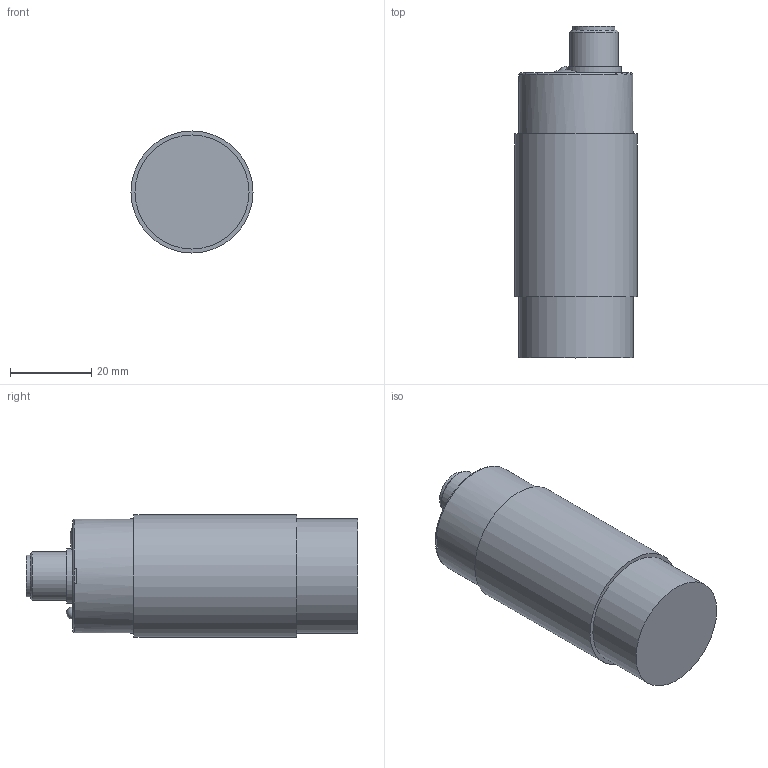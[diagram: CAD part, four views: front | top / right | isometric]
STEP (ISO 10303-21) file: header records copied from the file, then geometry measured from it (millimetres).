
FILE_DESCRIPTION(/* description */ (''),/* implementation_level */ '2;1');
FILE_NAME(/* name */ 'KA0803_Shrinkwrap_1.stp',/* time_stamp */ '2022-01-19T14:39:41+01:00',/* author */ ('Krieger Anja'),/* organization */ (''),/* preprocessor_version */ 'ST-DEVELOPER v18.1',/* originating_system */ 'Autodesk Inventor 2021',/* authorisation */ '');
FILE_SCHEMA (('AUTOMOTIVE_DESIGN { 1 0 10303 214 3 1 1 }'));
Length unit declared in the file: millimetre
Products named in the file (1): KA0803_Shrinkwrap_1
Bounding box: 30 x 81.5 x 30 mm (x, y, z)
Volume: 12458.7 mm3; surface area: 17071 mm2
Topology: 1 solids, 1 shells, 80 faces, 160 edges, 103 vertices
Faces by surface type: cylinder 33, plane 32, cone 6, sphere 5, torus 3, bspline 1
Full cylindrical faces by diameter (mm): 1 x8, 3 x2, 4 x1, 5 x2, 5.8 x1, 8 x1, 8.4 x1, 9.5 x2, 9.7 x1, 10.3 x1, 12 x2, 13.5 x1, 14 x1, 26 x2, 26.2 x2, 28 x2, 30 x1
Entity records: 2284 total; most frequent: DIRECTION 415, CARTESIAN_POINT 364, ORIENTED_EDGE 308, AXIS2_PLACEMENT_3D 181, EDGE_CURVE 154, EDGE_LOOP 107, VERTEX_POINT 103, CIRCLE 101
